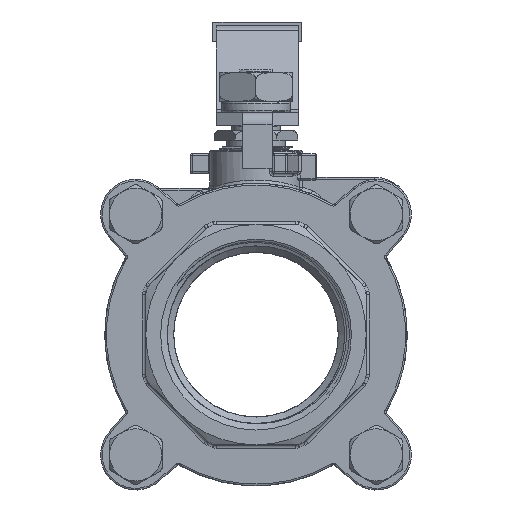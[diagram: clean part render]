
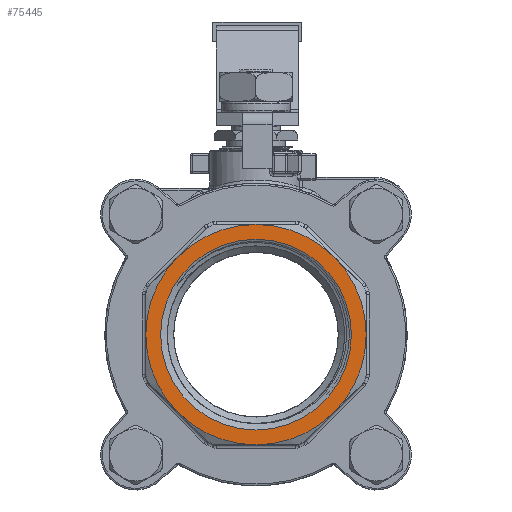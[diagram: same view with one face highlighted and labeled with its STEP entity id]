
A CAD part, left-side view. The second image highlights one B-rep face of the part: STEP entity #75445.
In plain terms, the highlighted planar face has unit normal (-1, 0, 0).
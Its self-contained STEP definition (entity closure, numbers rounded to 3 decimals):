
#75351=CARTESIAN_POINT('',(-70.0,29.,0.));
#75352=VERTEX_POINT('',#75351);
#75353=CARTESIAN_POINT('',(-70.0,0.0,0.0));
#75354=DIRECTION('',(-1.0,0.0,0.0));
#75355=DIRECTION('',(0.0,-1.0,0.0));
#75356=AXIS2_PLACEMENT_3D('',#75353,#75354,#75355);
#75357=CIRCLE('',#75356,29.);
#75358=EDGE_CURVE('',#75352,#75352,#75357,.T.);
#75363=CARTESIAN_POINT('',(-70.0,0.0,0.0));
#75364=DIRECTION('',(-1.0,0.0,0.0));
#75365=DIRECTION('',(0.0,0.0,1.0));
#75366=AXIS2_PLACEMENT_3D('',#75363,#75364,#75365);
#75367=PLANE('',#75366);
#75368=CARTESIAN_POINT('',(-70.0,-33.5,0.));
#75369=VERTEX_POINT('',#75368);
#75370=CARTESIAN_POINT('',(-70.0,-23.688,-23.688));
#75371=VERTEX_POINT('',#75370);
#75372=CARTESIAN_POINT('',(-70.0,0.0,0.0));
#75373=DIRECTION('',(1.0,0.0,0.0));
#75374=DIRECTION('',(0.0,-1.0,0.));
#75375=AXIS2_PLACEMENT_3D('',#75372,#75373,#75374);
#75376=CIRCLE('',#75375,33.5);
#75377=EDGE_CURVE('',#75369,#75371,#75376,.T.);
#75378=ORIENTED_EDGE('',*,*,#75377,.F.);
#75379=CARTESIAN_POINT('',(-70.0,-23.688,23.688));
#75380=VERTEX_POINT('',#75379);
#75381=CARTESIAN_POINT('',(-70.0,0.0,0.0));
#75382=DIRECTION('',(-1.0,0.0,0.0));
#75383=DIRECTION('',(0.0,-1.0,0.));
#75384=AXIS2_PLACEMENT_3D('',#75381,#75382,#75383);
#75385=CIRCLE('',#75384,33.5);
#75386=EDGE_CURVE('',#75369,#75380,#75385,.T.);
#75387=ORIENTED_EDGE('',*,*,#75386,.T.);
#75388=CARTESIAN_POINT('',(-70.0,0.,33.5));
#75389=VERTEX_POINT('',#75388);
#75390=CARTESIAN_POINT('',(-70.0,0.0,0.0));
#75391=DIRECTION('',(-1.,0.0,0.0));
#75392=DIRECTION('',(0.0,-0.707,0.707));
#75393=AXIS2_PLACEMENT_3D('',#75390,#75391,#75392);
#75394=CIRCLE('',#75393,33.5);
#75395=EDGE_CURVE('',#75380,#75389,#75394,.T.);
#75396=ORIENTED_EDGE('',*,*,#75395,.T.);
#75397=CARTESIAN_POINT('',(-70.0,23.688,23.688));
#75398=VERTEX_POINT('',#75397);
#75399=CARTESIAN_POINT('',(-70.0,0.0,0.0));
#75400=DIRECTION('',(-1.0,0.0,0.0));
#75401=DIRECTION('',(0.0,0.,1.0));
#75402=AXIS2_PLACEMENT_3D('',#75399,#75400,#75401);
#75403=CIRCLE('',#75402,33.5);
#75404=EDGE_CURVE('',#75389,#75398,#75403,.T.);
#75405=ORIENTED_EDGE('',*,*,#75404,.T.);
#75406=CARTESIAN_POINT('',(-70.0,33.5,0.));
#75407=VERTEX_POINT('',#75406);
#75408=CARTESIAN_POINT('',(-70.0,0.0,0.0));
#75409=DIRECTION('',(-1.,0.0,0.0));
#75410=DIRECTION('',(0.0,0.707,0.707));
#75411=AXIS2_PLACEMENT_3D('',#75408,#75409,#75410);
#75412=CIRCLE('',#75411,33.5);
#75413=EDGE_CURVE('',#75398,#75407,#75412,.T.);
#75414=ORIENTED_EDGE('',*,*,#75413,.T.);
#75415=CARTESIAN_POINT('',(-70.0,23.688,-23.688));
#75416=VERTEX_POINT('',#75415);
#75417=CARTESIAN_POINT('',(-70.0,0.0,0.0));
#75418=DIRECTION('',(1.0,0.0,0.0));
#75419=DIRECTION('',(0.0,0.707,-0.707));
#75420=AXIS2_PLACEMENT_3D('',#75417,#75418,#75419);
#75421=CIRCLE('',#75420,33.5);
#75422=EDGE_CURVE('',#75416,#75407,#75421,.T.);
#75423=ORIENTED_EDGE('',*,*,#75422,.F.);
#75424=CARTESIAN_POINT('',(-70.0,0.,-33.5));
#75425=VERTEX_POINT('',#75424);
#75426=CARTESIAN_POINT('',(-70.0,0.0,0.0));
#75427=DIRECTION('',(1.0,0.0,0.0));
#75428=DIRECTION('',(0.0,0.,-1.0));
#75429=AXIS2_PLACEMENT_3D('',#75426,#75427,#75428);
#75430=CIRCLE('',#75429,33.5);
#75431=EDGE_CURVE('',#75425,#75416,#75430,.T.);
#75432=ORIENTED_EDGE('',*,*,#75431,.F.);
#75433=CARTESIAN_POINT('',(-70.0,0.0,0.0));
#75434=DIRECTION('',(1.,0.0,0.0));
#75435=DIRECTION('',(0.0,-0.707,-0.707));
#75436=AXIS2_PLACEMENT_3D('',#75433,#75434,#75435);
#75437=CIRCLE('',#75436,33.5);
#75438=EDGE_CURVE('',#75371,#75425,#75437,.T.);
#75439=ORIENTED_EDGE('',*,*,#75438,.F.);
#75440=EDGE_LOOP('',(#75378,#75387,#75396,#75405,#75414,#75423,#75432,#75439));
#75441=FACE_OUTER_BOUND('',#75440,.T.);
#75442=ORIENTED_EDGE('',*,*,#75358,.F.);
#75443=EDGE_LOOP('',(#75442));
#75444=FACE_BOUND('',#75443,.T.);
#75445=ADVANCED_FACE('',(#75441,#75444),#75367,.T.);
